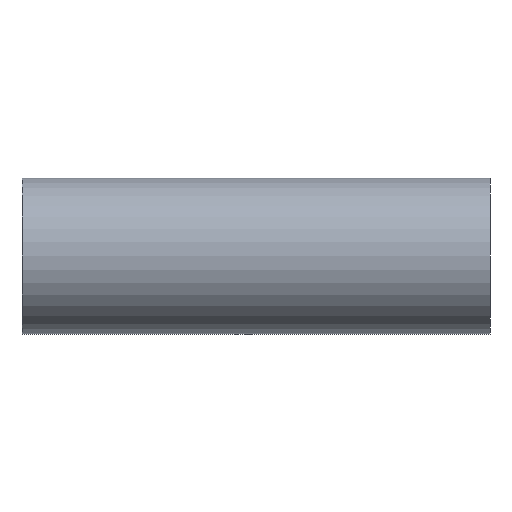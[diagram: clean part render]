
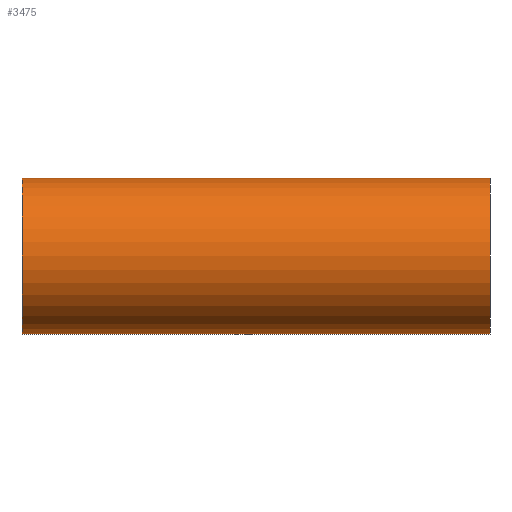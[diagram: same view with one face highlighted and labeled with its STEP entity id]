
A CAD part, left-side view. The second image highlights one B-rep face of the part: STEP entity #3475.
In plain terms, the highlighted cylindrical face has radius 300 mm (diameter 600 mm), a partial arc.
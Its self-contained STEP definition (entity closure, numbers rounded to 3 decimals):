
#267 = VERTEX_POINT ( 'NONE', #4987 ) ;
#386 = LINE ( 'NONE', #2123, #2732 ) ;
#640 = CARTESIAN_POINT ( 'NONE',  ( 0., 600., -300. ) ) ;
#691 = ORIENTED_EDGE ( 'NONE', *, *, #3924, .F. ) ;
#720 = DIRECTION ( 'NONE',  ( 0., 1., 0. ) ) ;
#806 = DIRECTION ( 'NONE',  ( 0., 1., 0. ) ) ;
#1125 = ORIENTED_EDGE ( 'NONE', *, *, #3255, .T. ) ;
#1839 = AXIS2_PLACEMENT_3D ( 'NONE', #2230, #5576, #3901 ) ;
#2089 = CARTESIAN_POINT ( 'NONE',  ( 0., 0., 0. ) ) ;
#2094 = DIRECTION ( 'NONE',  ( 0., 1., 0. ) ) ;
#2123 = CARTESIAN_POINT ( 'NONE',  ( 0., 0., 300. ) ) ;
#2230 = CARTESIAN_POINT ( 'NONE',  ( 0., 600., 0. ) ) ;
#2265 = VERTEX_POINT ( 'NONE', #640 ) ;
#2645 = CIRCLE ( 'NONE', #1839, 300. ) ;
#2732 = VECTOR ( 'NONE', #4602, 1000. ) ;
#2743 = EDGE_CURVE ( 'NONE', #5075, #2265, #3366, .T. ) ;
#2765 = CARTESIAN_POINT ( 'NONE',  ( 0., -1200., 0. ) ) ;
#2816 = AXIS2_PLACEMENT_3D ( 'NONE', #2089, #720, #5005 ) ;
#2846 = DIRECTION ( 'NONE',  ( 0., 0., 1. ) ) ;
#2848 = EDGE_LOOP ( 'NONE', ( #4152, #1125, #4244, #691 ) ) ;
#2883 = CARTESIAN_POINT ( 'NONE',  ( 0., 0., -300. ) ) ;
#2912 = EDGE_CURVE ( 'NONE', #267, #3818, #386, .T. ) ;
#3255 = EDGE_CURVE ( 'NONE', #5075, #267, #3720, .T. ) ;
#3366 = LINE ( 'NONE', #2883, #4897 ) ;
#3475 = ADVANCED_FACE ( 'NONE', ( #4597 ), #4237, .T. ) ;
#3720 = CIRCLE ( 'NONE', #5090, 300. ) ;
#3818 = VERTEX_POINT ( 'NONE', #5184 ) ;
#3901 = DIRECTION ( 'NONE',  ( 0., 0., 1. ) ) ;
#3924 = EDGE_CURVE ( 'NONE', #2265, #3818, #2645, .T. ) ;
#4144 = CARTESIAN_POINT ( 'NONE',  ( 0., -1200., -300. ) ) ;
#4152 = ORIENTED_EDGE ( 'NONE', *, *, #2743, .F. ) ;
#4237 = CYLINDRICAL_SURFACE ( 'NONE', #2816, 300. ) ;
#4244 = ORIENTED_EDGE ( 'NONE', *, *, #2912, .T. ) ;
#4597 = FACE_OUTER_BOUND ( 'NONE', #2848, .T. ) ;
#4602 = DIRECTION ( 'NONE',  ( 0., 1., 0. ) ) ;
#4897 = VECTOR ( 'NONE', #2094, 1000. ) ;
#4987 = CARTESIAN_POINT ( 'NONE',  ( 0., -1200., 300. ) ) ;
#5005 = DIRECTION ( 'NONE',  ( 0., 0., 1. ) ) ;
#5075 = VERTEX_POINT ( 'NONE', #4144 ) ;
#5090 = AXIS2_PLACEMENT_3D ( 'NONE', #2765, #806, #2846 ) ;
#5184 = CARTESIAN_POINT ( 'NONE',  ( 0., 600., 300. ) ) ;
#5576 = DIRECTION ( 'NONE',  ( 0., 1., 0. ) ) ;
